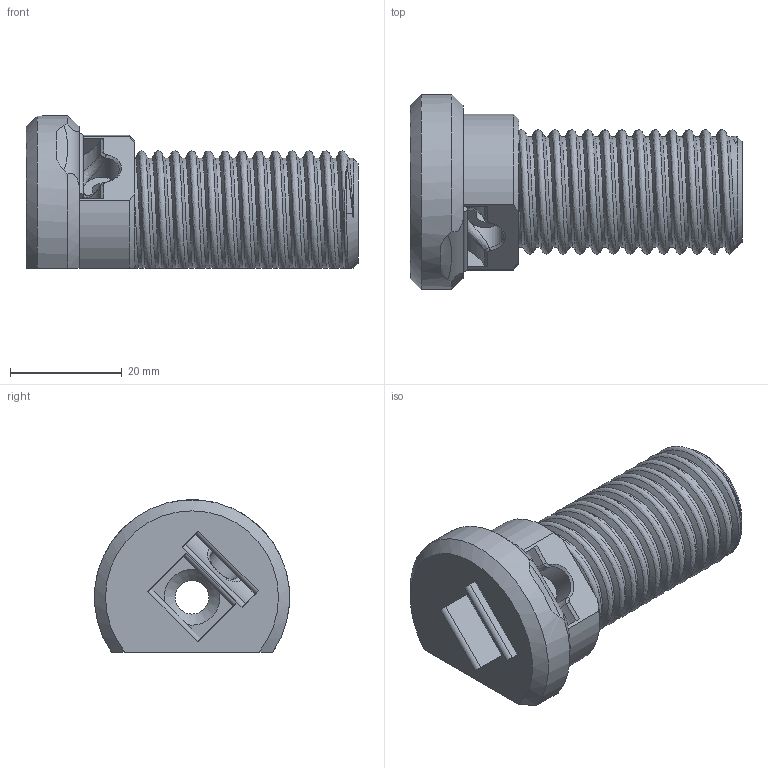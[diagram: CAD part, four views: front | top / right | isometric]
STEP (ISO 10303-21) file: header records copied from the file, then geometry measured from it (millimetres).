
FILE_DESCRIPTION(/* description */ (''),/* implementation_level */ '2;1');
FILE_NAME(/* name */ 'Thread.step',/* time_stamp */ '2025-07-09T16:16:02-04:00',/* author */ (''),/* organization */ (''),/* preprocessor_version */ 'ST-DEVELOPER v20.1',/* originating_system */ 'Autodesk Translation Framework v14.10.0.0',/* authorisation */ '');
FILE_SCHEMA (('AUTOMOTIVE_DESIGN { 1 0 10303 214 3 1 1 }'));
Length unit declared in the file: millimetre
Products named in the file (1): Thread
Bounding box: 59.5 x 34.9 x 27.28 mm (x, y, z)
Volume: 19857.1 mm3; surface area: 9488.3 mm2
Topology: 1 solids, 1 shells, 113 faces, 331 edges, 218 vertices
Faces by surface type: bspline 54, cylinder 28, plane 21, cone 10
Full cylindrical faces by diameter (mm): 3.3 x1, 6 x1
Entity records: 10292 total; most frequent: CARTESIAN_POINT 7747, ORIENTED_EDGE 660, EDGE_CURVE 330, DIRECTION 309, VERTEX_POINT 218, B_SPLINE_CURVE_WITH_KNOTS 176, EDGE_LOOP 118, FACE_OUTER_BOUND 113
